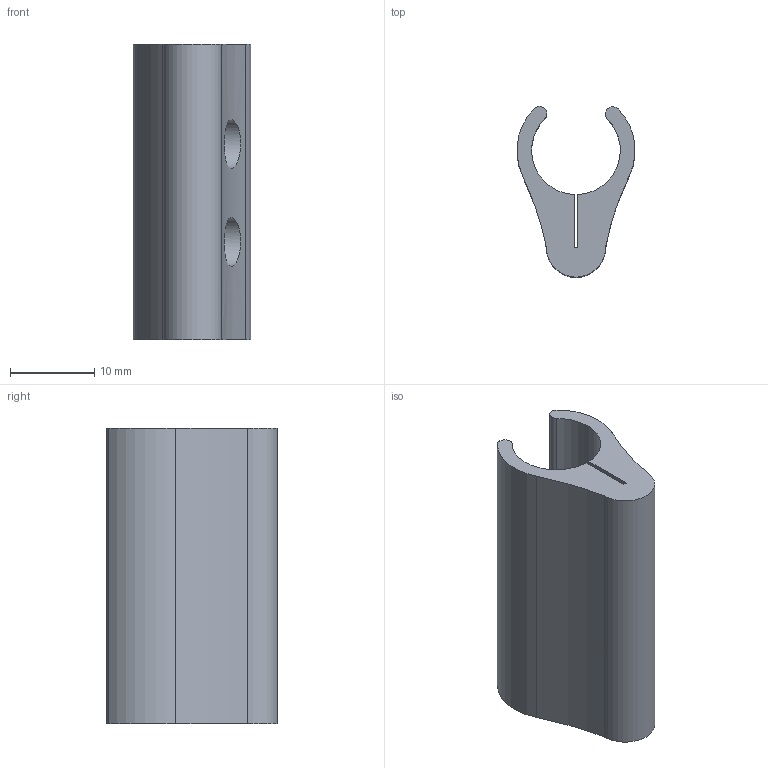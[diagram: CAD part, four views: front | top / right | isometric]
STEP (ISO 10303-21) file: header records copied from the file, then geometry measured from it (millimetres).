
FILE_DESCRIPTION(/* description */ (''),/* implementation_level */ '2;1');
FILE_NAME(/* name */ 'headphone holder v8.step',/* time_stamp */ '2023-11-05T23:50:42+01:00',/* author */ (''),/* organization */ (''),/* preprocessor_version */ 'ST-DEVELOPER v18.1',/* originating_system */ 'Autodesk Translation Framework v9.2.0.1227',/* authorisation */ '');
FILE_SCHEMA (('AUTOMOTIVE_DESIGN { 1 0 10303 214 3 1 1 }'));
Length unit declared in the file: millimetre
Products named in the file (1): headphone holder
Bounding box: 13.95 x 20.23 x 35 mm (x, y, z)
Volume: 3342.7 mm3; surface area: 3712.8 mm2
Topology: 1 solids, 1 shells, 27 faces, 73 edges, 50 vertices
Faces by surface type: cylinder 14, plane 8, bspline 3, cone 2
Full cylindrical faces by diameter (mm): 2.529 x2, 3.2 x2, 5.8 x2
Entity records: 1265 total; most frequent: CARTESIAN_POINT 552, ORIENTED_EDGE 142, DIRECTION 141, EDGE_CURVE 71, AXIS2_PLACEMENT_3D 55, VERTEX_POINT 50, EDGE_LOOP 35, LINE 31
